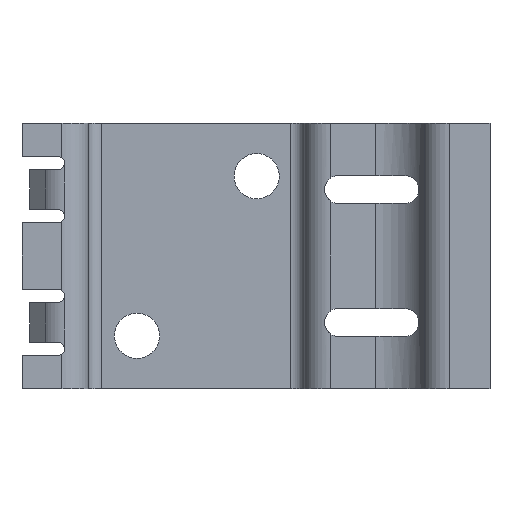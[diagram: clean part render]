
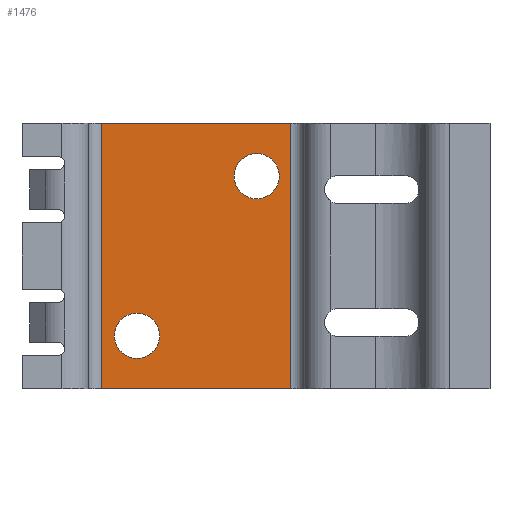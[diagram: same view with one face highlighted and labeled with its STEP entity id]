
A CAD part, left-side view. The second image highlights one B-rep face of the part: STEP entity #1476.
In plain terms, the highlighted planar face has unit normal (-1, 0, 0).
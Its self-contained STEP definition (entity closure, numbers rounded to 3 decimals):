
#49=PLANE('',#1618);
#204=LINE('',#2540,#343);
#205=LINE('',#2548,#344);
#206=LINE('',#2550,#345);
#207=LINE('',#2552,#346);
#343=VECTOR('',#1964,1000.);
#344=VECTOR('',#1973,1000.);
#345=VECTOR('',#1974,1000.);
#346=VECTOR('',#1975,1000.);
#611=ORIENTED_EDGE('',*,*,#1009,.T.);
#612=ORIENTED_EDGE('',*,*,#1010,.T.);
#613=ORIENTED_EDGE('',*,*,#1011,.T.);
#614=ORIENTED_EDGE('',*,*,#1012,.F.);
#615=ORIENTED_EDGE('',*,*,#1013,.F.);
#616=ORIENTED_EDGE('',*,*,#1007,.T.);
#1007=EDGE_CURVE('',#1183,#1182,#204,.T.);
#1009=EDGE_CURVE('',#1184,#1184,#1244,.T.);
#1010=EDGE_CURVE('',#1185,#1185,#1245,.T.);
#1011=EDGE_CURVE('',#1182,#1186,#205,.T.);
#1012=EDGE_CURVE('',#1187,#1186,#206,.T.);
#1013=EDGE_CURVE('',#1183,#1187,#207,.T.);
#1182=VERTEX_POINT('',#2539);
#1183=VERTEX_POINT('',#2541);
#1184=VERTEX_POINT('',#2545);
#1185=VERTEX_POINT('',#2547);
#1186=VERTEX_POINT('',#2549);
#1187=VERTEX_POINT('',#2551);
#1244=CIRCLE('',#1619,1.7);
#1245=CIRCLE('',#1620,1.7);
#1294=EDGE_LOOP('',(#611));
#1295=EDGE_LOOP('',(#612));
#1296=EDGE_LOOP('',(#613,#614,#615,#616));
#1373=FACE_BOUND('',#1294,.T.);
#1374=FACE_BOUND('',#1295,.T.);
#1375=FACE_BOUND('',#1296,.T.);
#1476=ADVANCED_FACE('',(#1373,#1374,#1375),#49,.F.);
#1618=AXIS2_PLACEMENT_3D('',#2543,#1967,#1968);
#1619=AXIS2_PLACEMENT_3D('',#2544,#1969,#1970);
#1620=AXIS2_PLACEMENT_3D('',#2546,#1971,#1972);
#1964=DIRECTION('',(0.,0.,-1.));
#1967=DIRECTION('',(1.,0.,0.));
#1968=DIRECTION('',(0.,0.,-1.));
#1969=DIRECTION('',(1.,0.,0.));
#1970=DIRECTION('',(0.,0.,-1.));
#1971=DIRECTION('',(1.,0.,0.));
#1972=DIRECTION('',(0.,0.,-1.));
#1973=DIRECTION('',(0.,-1.,0.));
#1974=DIRECTION('',(0.,0.,-1.));
#1975=DIRECTION('',(0.,-1.,0.));
#2539=CARTESIAN_POINT('',(6.5,29.2,-10.));
#2540=CARTESIAN_POINT('',(6.5,29.2,10.));
#2541=CARTESIAN_POINT('',(6.5,29.2,10.));
#2543=CARTESIAN_POINT('',(6.5,29.2,10.));
#2544=CARTESIAN_POINT('',(6.5,17.55,6.));
#2545=CARTESIAN_POINT('',(6.5,17.55,4.3));
#2546=CARTESIAN_POINT('',(6.5,26.55,-6.));
#2547=CARTESIAN_POINT('',(6.5,26.55,-7.7));
#2548=CARTESIAN_POINT('',(6.5,29.2,-10.));
#2549=CARTESIAN_POINT('',(6.5,14.973,-10.));
#2550=CARTESIAN_POINT('',(6.5,14.973,10.));
#2551=CARTESIAN_POINT('',(6.5,14.973,10.));
#2552=CARTESIAN_POINT('',(6.5,29.2,10.));
